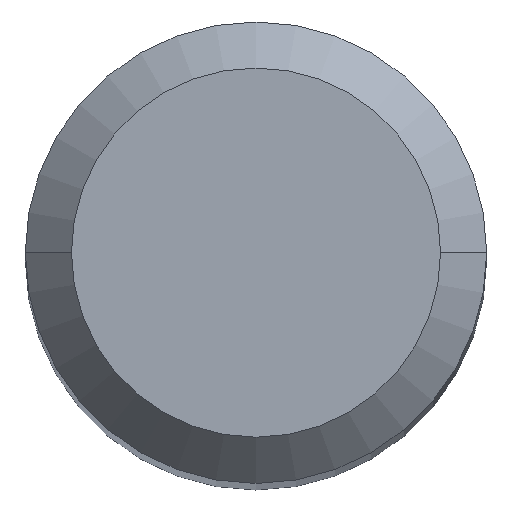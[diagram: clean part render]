
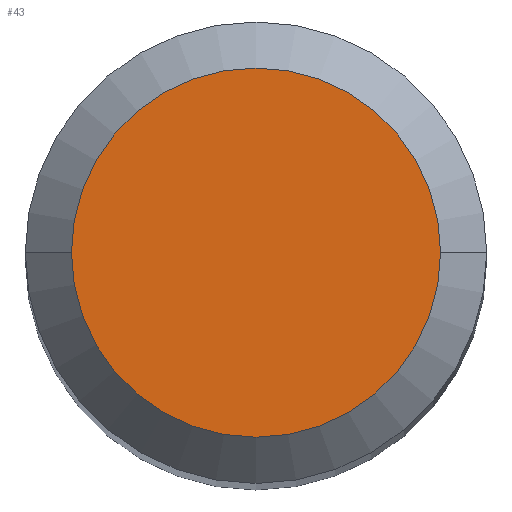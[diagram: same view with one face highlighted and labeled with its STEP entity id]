
A CAD part, top view. The second image highlights one B-rep face of the part: STEP entity #43.
In plain terms, the highlighted planar face has unit normal (0, 0, 1).
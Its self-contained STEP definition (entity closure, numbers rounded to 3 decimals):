
#8 = EDGE_CURVE ( 'NONE', #69, #15, #81, .T. ) ;
#11 = ORIENTED_EDGE ( 'NONE', *, *, #66, .T. ) ;
#13 = AXIS2_PLACEMENT_3D ( 'NONE', #205, #90, #159 ) ;
#15 = VERTEX_POINT ( 'NONE', #19 ) ;
#16 = ORIENTED_EDGE ( 'NONE', *, *, #8, .T. ) ;
#19 = CARTESIAN_POINT ( 'NONE',  ( -1.2, 0., 25. ) ) ;
#27 = EDGE_LOOP ( 'NONE', ( #11, #16 ) ) ;
#38 = DIRECTION ( 'NONE',  ( 0., 0., 1. ) ) ;
#43 = ADVANCED_FACE ( 'NONE', ( #145 ), #123, .T. ) ;
#54 = CARTESIAN_POINT ( 'NONE',  ( 1.2, 0., 25. ) ) ;
#66 = EDGE_CURVE ( 'NONE', #15, #69, #188, .T. ) ;
#69 = VERTEX_POINT ( 'NONE', #54 ) ;
#81 = CIRCLE ( 'NONE', #13, 1.2 ) ;
#90 = DIRECTION ( 'NONE',  ( 0., 0., 1. ) ) ;
#105 = CARTESIAN_POINT ( 'NONE',  ( 0., 0., 25. ) ) ;
#106 = DIRECTION ( 'NONE',  ( 1., 0., 0. ) ) ;
#107 = DIRECTION ( 'NONE',  ( 0., 0., 1. ) ) ;
#116 = AXIS2_PLACEMENT_3D ( 'NONE', #105, #38, #106 ) ;
#123 = PLANE ( 'NONE',  #207 ) ;
#145 = FACE_OUTER_BOUND ( 'NONE', #27, .T. ) ;
#146 = CARTESIAN_POINT ( 'NONE',  ( 0., 0., 25. ) ) ;
#159 = DIRECTION ( 'NONE',  ( 1., 0., 0. ) ) ;
#188 = CIRCLE ( 'NONE', #116, 1.2 ) ;
#205 = CARTESIAN_POINT ( 'NONE',  ( 0., 0., 25. ) ) ;
#207 = AXIS2_PLACEMENT_3D ( 'NONE', #146, #107, #225 ) ;
#225 = DIRECTION ( 'NONE',  ( 1., 0., 0. ) ) ;
